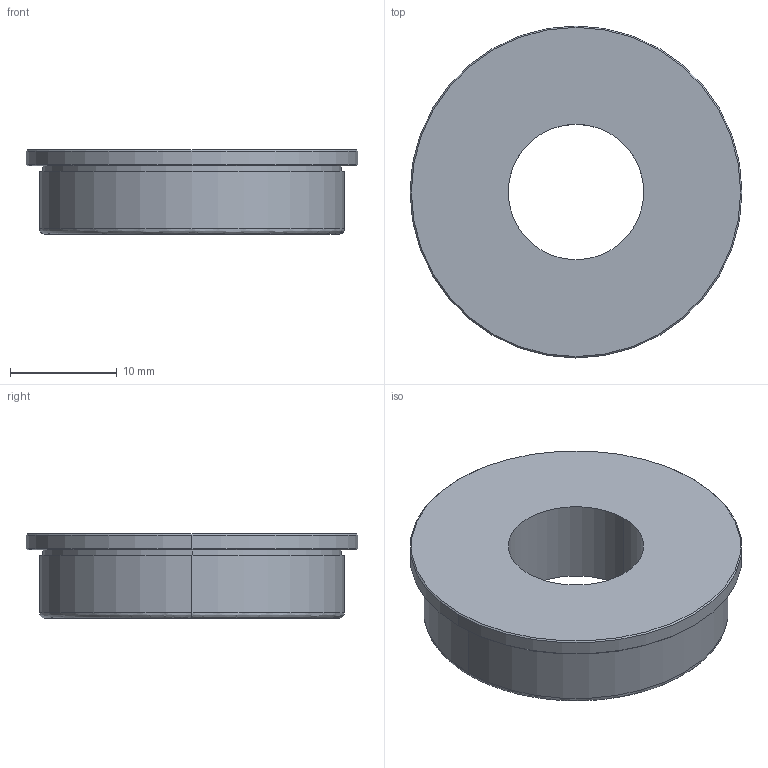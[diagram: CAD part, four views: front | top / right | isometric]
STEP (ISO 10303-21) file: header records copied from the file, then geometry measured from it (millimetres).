
FILE_DESCRIPTION (( 'STEP AP214' ), '1' );
FILE_NAME ('am-0030 0.5'''' id Flanged, Shielded Ball Bearing (FR8ZZ).STEP', '2014-08-20T20:26:28', ( '' ), ( '' ), 'SwSTEP 2.0', 'SolidWorks 2014', '' );
FILE_SCHEMA (( 'AUTOMOTIVE_DESIGN' ));
Length unit declared in the file: inch
Products named in the file (1): am-0030 0.5'''' id Flanged, Shielded Ball Bearing (FR8ZZ)
Bounding box: 31.11 x 31.11 x 7.93 mm (x, y, z)
Volume: 4239.5 mm3; surface area: 2328.1 mm2
Topology: 1 solids, 1 shells, 18 faces, 36 edges, 22 vertices
Faces by surface type: cylinder 8, cone 4, plane 4, bspline 2
Entity records: 972 total; most frequent: CARTESIAN_POINT 309, DIRECTION 90, ORIENTED_EDGE 72, AXIS2_PLACEMENT_3D 39, EDGE_CURVE 36, EDGE_LOOP 22, VERTEX_POINT 22, CIRCLE 22
